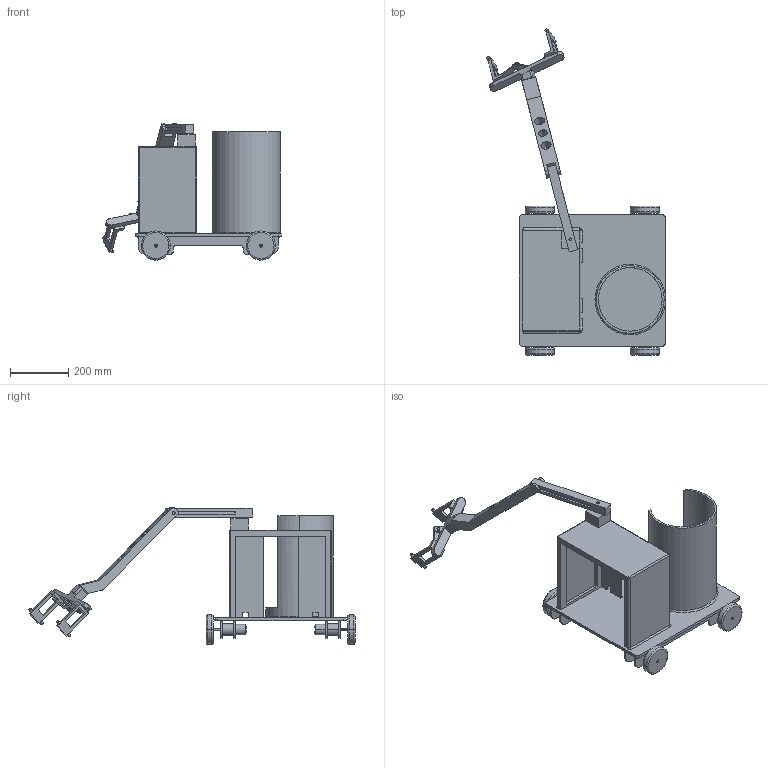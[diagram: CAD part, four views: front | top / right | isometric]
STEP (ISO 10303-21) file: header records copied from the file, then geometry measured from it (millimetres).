
FILE_DESCRIPTION(('CATIA V5 STEP Exchange'),'2;1');
FILE_NAME('Bot R2.stp','2024-01-31T14:12:04+00:00',('none'),('none'),'CATIA Version 5 Release 20 GA (IN-10)','CATIA V5 STEP AP203','none');
FILE_SCHEMA(('CONFIG_CONTROL_DESIGN'));
Length unit declared in the file: millimetre
Products named in the file (1): Product1
Assembly tree (17 placements, depth 2):
  Product1
    #58  x4
    #512
    #5300  x4
    #5580
    #6226
    #7183
    #8344  x2
    #9280  x2
    #9642
Bounding box: 611.86 x 1116.29 x 467.05 mm (x, y, z)
Volume: 9413825.9 mm3; surface area: 1890064.4 mm2
Topology: 21 solids, 21 shells, 470 faces, 1163 edges, 760 vertices
Faces by surface type: plane 247, cylinder 199, torus 22, sphere 2
Entity records: 10033 total; most frequent: CARTESIAN_POINT 1789, ORIENTED_EDGE 1770, DIRECTION 1389, EDGE_CURVE 885, AXIS2_PLACEMENT_3D 583, VERTEX_POINT 580, VECTOR 550, LINE 550
